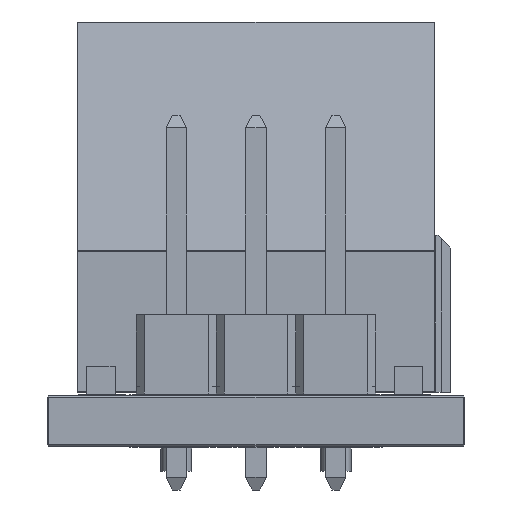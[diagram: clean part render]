
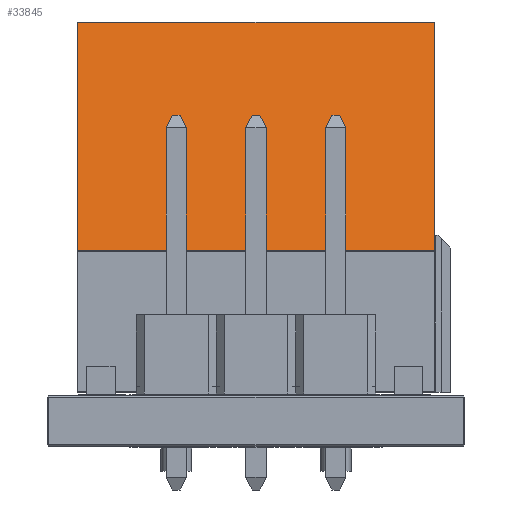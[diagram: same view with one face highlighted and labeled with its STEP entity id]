
A CAD part, front view. The second image highlights one B-rep face of the part: STEP entity #33845.
In plain terms, the highlighted planar face has unit normal (0, -0.97, 0.245).
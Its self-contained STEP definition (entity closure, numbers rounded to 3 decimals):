
#3971=FACE_OUTER_BOUND('',#5874,.T.);
#5874=EDGE_LOOP('',(#28691,#28692,#28693,#28694));
#8994=LINE('',#57196,#12252);
#8995=LINE('',#57198,#12253);
#8996=LINE('',#57200,#12254);
#8997=LINE('',#57201,#12255);
#12252=VECTOR('',#42936,1.);
#12253=VECTOR('',#42937,1.);
#12254=VECTOR('',#42938,1.);
#12255=VECTOR('',#42939,1.);
#15254=VERTEX_POINT('',#57194);
#15255=VERTEX_POINT('',#57195);
#15256=VERTEX_POINT('',#57197);
#15257=VERTEX_POINT('',#57199);
#19761=EDGE_CURVE('',#15254,#15255,#8994,.T.);
#19762=EDGE_CURVE('',#15254,#15256,#8995,.T.);
#19763=EDGE_CURVE('',#15256,#15257,#8996,.T.);
#19764=EDGE_CURVE('',#15255,#15257,#8997,.T.);
#28691=ORIENTED_EDGE('',*,*,#19761,.F.);
#28692=ORIENTED_EDGE('',*,*,#19762,.T.);
#28693=ORIENTED_EDGE('',*,*,#19763,.T.);
#28694=ORIENTED_EDGE('',*,*,#19764,.F.);
#30249=PLANE('',#36180);
#33845=ADVANCED_FACE('',(#3971),#30249,.F.);
#36180=AXIS2_PLACEMENT_3D('',#57193,#42934,#42935);
#42934=DIRECTION('center_axis',(0.,0.97,
-0.245));
#42935=DIRECTION('ref_axis',(0.,-0.245,-0.97));
#42936=DIRECTION('',(1.,0.,0.));
#42937=DIRECTION('',(0.,-0.245,-0.97));
#42938=DIRECTION('',(1.,0.,0.));
#42939=DIRECTION('',(0.,-0.245,-0.97));
#57193=CARTESIAN_POINT('Origin',(-5.7,8.746,13.51));
#57194=CARTESIAN_POINT('',(-5.68,8.741,13.491));
#57195=CARTESIAN_POINT('',(5.68,8.741,13.491));
#57196=CARTESIAN_POINT('',(-5.7,8.741,13.491));
#57197=CARTESIAN_POINT('',(-5.68,6.908,6.229));
#57198=CARTESIAN_POINT('',(-5.68,8.746,13.51));
#57199=CARTESIAN_POINT('',(5.68,6.908,6.229));
#57200=CARTESIAN_POINT('',(-5.7,6.908,6.229));
#57201=CARTESIAN_POINT('',(5.68,8.746,13.51));
